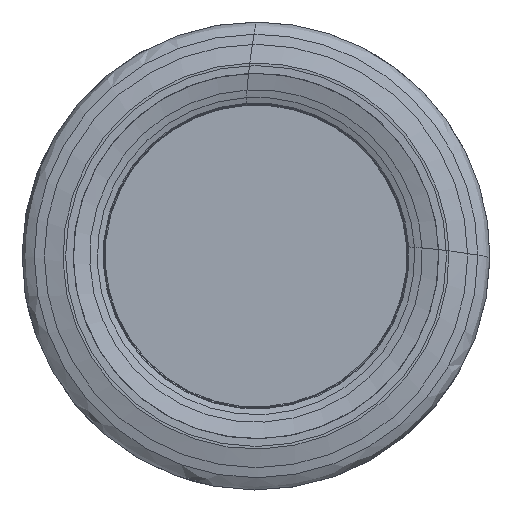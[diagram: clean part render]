
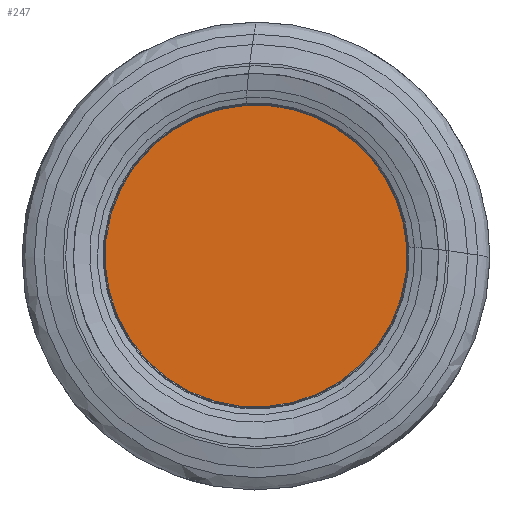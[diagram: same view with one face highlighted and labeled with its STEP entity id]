
A CAD part, left-side view. The second image highlights one B-rep face of the part: STEP entity #247.
In plain terms, the highlighted planar face has unit normal (-1, 0, 0).
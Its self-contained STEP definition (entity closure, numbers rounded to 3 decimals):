
#186=PLANE('',#856);
#188=FACE_OUTER_BOUND('',#337,.T.);
#247=ADVANCED_FACE('',(#188),#186,.F.);
#337=EDGE_LOOP('',(#409));
#409=ORIENTED_EDGE('',*,*,#681,.T.);
#621=VERTEX_POINT('',#1165);
#681=EDGE_CURVE('',#621,#621,#789,.T.);
#789=CIRCLE('',#855,10.689);
#855=AXIS2_PLACEMENT_3D('',#1164,#957,#958);
#856=AXIS2_PLACEMENT_3D('',#1166,#959,#960);
#957=DIRECTION('',(-1.,0.,0.));
#958=DIRECTION('',(0.,0.,1.));
#959=DIRECTION('',(1.,0.,0.));
#960=DIRECTION('',(0.,0.,-1.));
#1164=CARTESIAN_POINT('',(1.,0.,0.));
#1165=CARTESIAN_POINT('',(1.,0.,10.689));
#1166=CARTESIAN_POINT('',(1.,10.689,0.));
